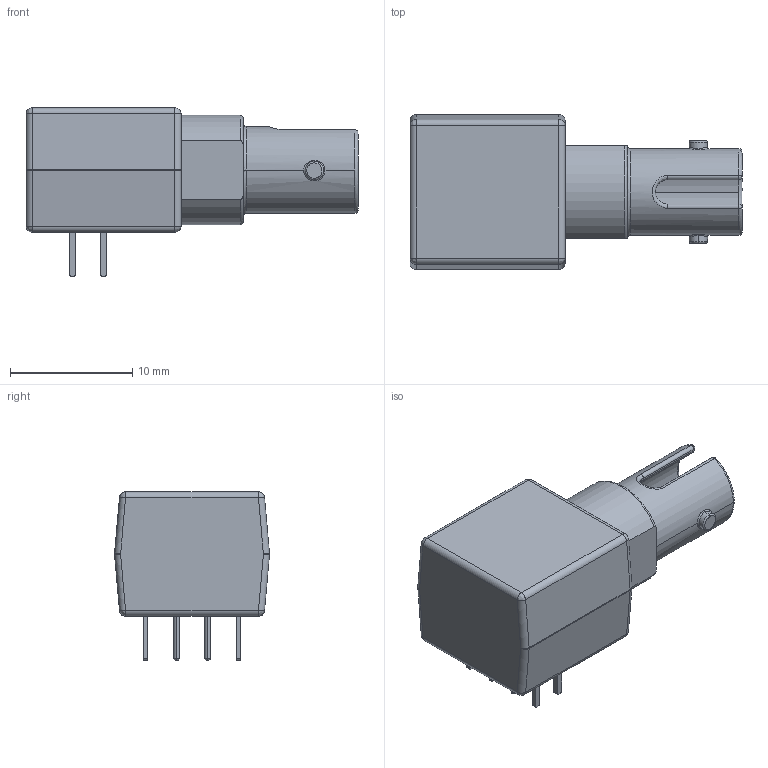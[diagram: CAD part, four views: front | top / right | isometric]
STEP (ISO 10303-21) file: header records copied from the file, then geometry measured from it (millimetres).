
FILE_DESCRIPTION (( 'STEP AP214' ), '1' );
FILE_NAME ('User Library-HFBR-x41xTxZ.STEP', '2020-05-01T15:57:59', ( '' ), ( '' ), 'SwSTEP 2.0', 'SolidWorks 2019', '' );
FILE_SCHEMA (( 'AUTOMOTIVE_DESIGN' ));
Length unit declared in the file: millimetre
Products named in the file (1): User Library-HFBR-x41xTxZ
Bounding box: 27.2 x 12.7 x 13.8 mm (x, y, z)
Volume: 1920.2 mm3; surface area: 1556.6 mm2
Topology: 1 solids, 1 shells, 152 faces, 351 edges, 193 vertices
Faces by surface type: cylinder 55, bspline 44, plane 43, torus 8, cone 2
Entity records: 9771 total; most frequent: CARTESIAN_POINT 4902, ORIENTED_EDGE 666, DIRECTION 660, EDGE_CURVE 333, AXIS2_PLACEMENT_3D 260, VERTEX_POINT 193, EDGE_LOOP 162, UNCERTAINTY_MEASURE_WITH_UNIT 155
